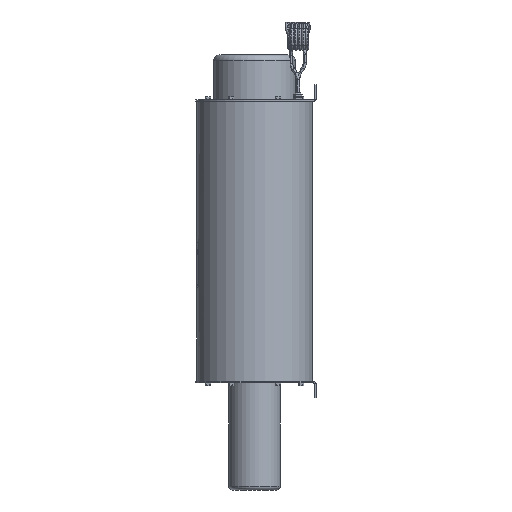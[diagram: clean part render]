
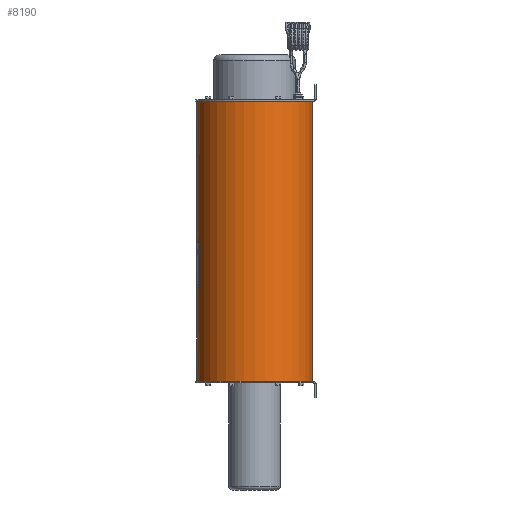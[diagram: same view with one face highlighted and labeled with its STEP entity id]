
A CAD part, left-side view. The second image highlights one B-rep face of the part: STEP entity #8190.
In plain terms, the highlighted cylindrical face has radius 155 mm (diameter 310 mm), a full revolution.
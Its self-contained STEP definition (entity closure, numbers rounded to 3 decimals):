
#218=B_SPLINE_CURVE_WITH_KNOTS($,3,(#12799,#12800,#12801,#12802,#12803,
#12804,#12805,#12806,#12807,#12808),.UNSPECIFIED.,.F.,.F.,(4,2,2,2,4),(1.134,
1.418,1.703,1.987,2.27),
 .UNSPECIFIED.);
#219=B_SPLINE_CURVE_WITH_KNOTS($,3,(#12817,#12818,#12819,#12820,#12821,
#12822,#12823,#12824,#12825,#12826),.UNSPECIFIED.,.F.,.F.,(4,2,2,2,4),(2.27,
2.553,2.835,3.121,3.407),
 .UNSPECIFIED.);
#220=B_SPLINE_CURVE_WITH_KNOTS($,3,(#12837,#12838,#12839,#12840,#12841,
#12842,#12843,#12844,#12845,#12846),.UNSPECIFIED.,.F.,.F.,(4,2,2,2,4),(0.,
0.284,0.569,0.856,1.144),
 .UNSPECIFIED.);
#221=B_SPLINE_CURVE_WITH_KNOTS($,3,(#12853,#12854,#12855,#12856,#12857,
#12858,#12859,#12860,#12861,#12862),.UNSPECIFIED.,.F.,.F.,(4,2,2,2,4),(-1.144,
-0.855,-0.565,-0.282,0.),
 .UNSPECIFIED.);
#637=LINE($,#12813,#1298);
#642=LINE($,#12850,#1303);
#1298=VECTOR($,#9284,105.);
#1303=VECTOR($,#9303,105.);
#2141=FACE_OUTER_BOUND($,#2781,.T.);
#2416=CYLINDRICAL_SURFACE($,#8722,155.);
#2472=FACE_BOUND($,#2782,.T.);
#2473=FACE_BOUND($,#2783,.T.);
#2781=EDGE_LOOP($,(#6395));
#2782=EDGE_LOOP($,(#6396));
#2783=EDGE_LOOP($,(#6397,#6398,#6399,#6400,#6401,#6402,#6403,#6404));
#3108=CIRCLE($,#8535,155.);
#3109=CIRCLE($,#8537,155.);
#3156=CIRCLE($,#8723,155.);
#3157=CIRCLE($,#8724,155.);
#3443=VERTEX_POINT($,#12796);
#3444=VERTEX_POINT($,#12798);
#3445=VERTEX_POINT($,#12811);
#3446=VERTEX_POINT($,#12815);
#3447=VERTEX_POINT($,#12828);
#3448=VERTEX_POINT($,#12832);
#3449=VERTEX_POINT($,#12836);
#3450=VERTEX_POINT($,#12849);
#3673=VERTEX_POINT($,#14543);
#3674=VERTEX_POINT($,#14545);
#4314=EDGE_CURVE($,#3444,#3443,#218,.T.);
#4317=EDGE_CURVE($,#3443,#3445,#637,.T.);
#4319=EDGE_CURVE($,#3445,#3446,#219,.T.);
#4321=EDGE_CURVE($,#3446,#3447,#3108,.T.);
#4322=EDGE_CURVE($,#3448,#3444,#3109,.T.);
#4324=EDGE_CURVE($,#3449,#3448,#220,.T.);
#4326=EDGE_CURVE($,#3450,#3449,#642,.T.);
#4328=EDGE_CURVE($,#3447,#3450,#221,.T.);
#4662=EDGE_CURVE($,#3673,#3673,#3156,.T.);
#4663=EDGE_CURVE($,#3674,#3674,#3157,.T.);
#6395=ORIENTED_EDGE($,*,*,#4662,.F.);
#6396=ORIENTED_EDGE($,*,*,#4663,.F.);
#6397=ORIENTED_EDGE($,*,*,#4314,.T.);
#6398=ORIENTED_EDGE($,*,*,#4317,.T.);
#6399=ORIENTED_EDGE($,*,*,#4319,.T.);
#6400=ORIENTED_EDGE($,*,*,#4321,.T.);
#6401=ORIENTED_EDGE($,*,*,#4328,.T.);
#6402=ORIENTED_EDGE($,*,*,#4326,.T.);
#6403=ORIENTED_EDGE($,*,*,#4324,.T.);
#6404=ORIENTED_EDGE($,*,*,#4322,.T.);
#8190=ADVANCED_FACE($,(#2141,#2472,#2473),#2416,.T.);
#8535=AXIS2_PLACEMENT_3D($,#12830,#9291,#9292);
#8537=AXIS2_PLACEMENT_3D($,#12833,#9295,#9296);
#8722=AXIS2_PLACEMENT_3D($,#14542,#9854,#9855);
#8723=AXIS2_PLACEMENT_3D($,#14544,#9856,#9857);
#8724=AXIS2_PLACEMENT_3D($,#14546,#9858,#9859);
#9284=DIRECTION($,(0.,0.,1.));
#9291=DIRECTION('center_axis',(0.,0.,
1.));
#9292=DIRECTION('ref_axis',(1.,0.,0.));
#9295=DIRECTION('center_axis',(0.,0.,
-1.));
#9296=DIRECTION('ref_axis',(1.,0.,0.));
#9303=DIRECTION($,(0.,0.,-1.));
#9854=DIRECTION('center_axis',(0.,0.,-1.));
#9855=DIRECTION('ref_axis',(1.,0.,0.));
#9856=DIRECTION('center_axis',(0.,0.,1.));
#9857=DIRECTION('ref_axis',(1.,0.,0.));
#9858=DIRECTION('center_axis',(0.,0.,-1.));
#9859=DIRECTION('ref_axis',(1.,0.,0.));
#12796=CARTESIAN_POINT('',(27.643,152.515,-491.509));
#12798=CARTESIAN_POINT('',(20.143,153.686,-499.009));
#12799=CARTESIAN_POINT('Ctrl Pts',(20.143,153.686,-499.009));
#12800=CARTESIAN_POINT('Ctrl Pts',(21.084,153.562,-499.009));
#12801=CARTESIAN_POINT('Ctrl Pts',(22.088,153.421,-498.821));
#12802=CARTESIAN_POINT('Ctrl Pts',(23.935,153.144,-498.056));
#12803=CARTESIAN_POINT('Ctrl Pts',(24.779,153.008,-497.479));
#12804=CARTESIAN_POINT('Ctrl Pts',(26.109,152.787,-496.149));
#12805=CARTESIAN_POINT('Ctrl Pts',(26.687,152.686,-495.307));
#12806=CARTESIAN_POINT('Ctrl Pts',(27.453,152.55,-493.46));
#12807=CARTESIAN_POINT('Ctrl Pts',(27.643,152.515,-492.454));
#12808=CARTESIAN_POINT('Ctrl Pts',(27.643,152.515,-491.509));
#12811=CARTESIAN_POINT('',(27.643,152.515,-386.509));
#12813=CARTESIAN_POINT($,(27.643,152.515,0.));
#12815=CARTESIAN_POINT('',(20.143,153.686,-379.009));
#12817=CARTESIAN_POINT('Ctrl Pts',(27.643,152.515,-386.509));
#12818=CARTESIAN_POINT('Ctrl Pts',(27.643,152.515,-385.567));
#12819=CARTESIAN_POINT('Ctrl Pts',(27.454,152.55,-384.564));
#12820=CARTESIAN_POINT('Ctrl Pts',(26.692,152.685,-382.721));
#12821=CARTESIAN_POINT('Ctrl Pts',(26.118,152.785,-381.881));
#12822=CARTESIAN_POINT('Ctrl Pts',(24.791,153.006,-380.547));
#12823=CARTESIAN_POINT('Ctrl Pts',(23.946,153.142,-379.967));
#12824=CARTESIAN_POINT('Ctrl Pts',(22.094,153.42,-379.198));
#12825=CARTESIAN_POINT('Ctrl Pts',(21.087,153.562,-379.009));
#12826=CARTESIAN_POINT('Ctrl Pts',(20.143,153.686,-379.009));
#12828=CARTESIAN_POINT('',(-30.857,151.897,-379.009));
#12830=CARTESIAN_POINT('Origin',(0.,0.,-379.009));
#12832=CARTESIAN_POINT('',(-30.857,151.897,-499.009));
#12833=CARTESIAN_POINT('Origin',(0.,0.,-499.009));
#12836=CARTESIAN_POINT('',(-38.357,150.179,-491.509));
#12837=CARTESIAN_POINT('Ctrl Pts',(-38.357,150.179,-491.509));
#12838=CARTESIAN_POINT('Ctrl Pts',(-38.357,150.179,-492.457));
#12839=CARTESIAN_POINT('Ctrl Pts',(-38.167,150.228,-493.465));
#12840=CARTESIAN_POINT('Ctrl Pts',(-37.399,150.421,-495.312));
#12841=CARTESIAN_POINT('Ctrl Pts',(-36.821,150.564,-496.152));
#12842=CARTESIAN_POINT('Ctrl Pts',(-35.492,150.883,-497.481));
#12843=CARTESIAN_POINT('Ctrl Pts',(-34.647,151.081,-498.058));
#12844=CARTESIAN_POINT('Ctrl Pts',(-32.8,151.493,-498.822));
#12845=CARTESIAN_POINT('Ctrl Pts',(-31.798,151.706,-499.009));
#12846=CARTESIAN_POINT('Ctrl Pts',(-30.857,151.897,-499.009));
#12849=CARTESIAN_POINT('',(-38.357,150.179,-386.509));
#12850=CARTESIAN_POINT($,(-38.357,150.179,0.));
#12853=CARTESIAN_POINT('Ctrl Pts',(-30.857,151.897,-379.009));
#12854=CARTESIAN_POINT('Ctrl Pts',(-31.804,151.705,-379.009));
#12855=CARTESIAN_POINT('Ctrl Pts',(-32.813,151.49,-379.199));
#12856=CARTESIAN_POINT('Ctrl Pts',(-34.669,151.076,-379.972));
#12857=CARTESIAN_POINT('Ctrl Pts',(-35.517,150.878,-380.555));
#12858=CARTESIAN_POINT('Ctrl Pts',(-36.84,150.56,-381.892));
#12859=CARTESIAN_POINT('Ctrl Pts',(-37.41,150.418,-382.728));
#12860=CARTESIAN_POINT('Ctrl Pts',(-38.169,150.227,-384.566));
#12861=CARTESIAN_POINT('Ctrl Pts',(-38.357,150.179,-385.568));
#12862=CARTESIAN_POINT('Ctrl Pts',(-38.357,150.179,-386.509));
#14542=CARTESIAN_POINT('Origin',(0.,0.,0.));
#14543=CARTESIAN_POINT('',(-155.,0.,0.));
#14544=CARTESIAN_POINT('Origin',(0.,0.,0.));
#14545=CARTESIAN_POINT('',(-155.,0.,-750.));
#14546=CARTESIAN_POINT('Origin',(0.,0.,-750.));
